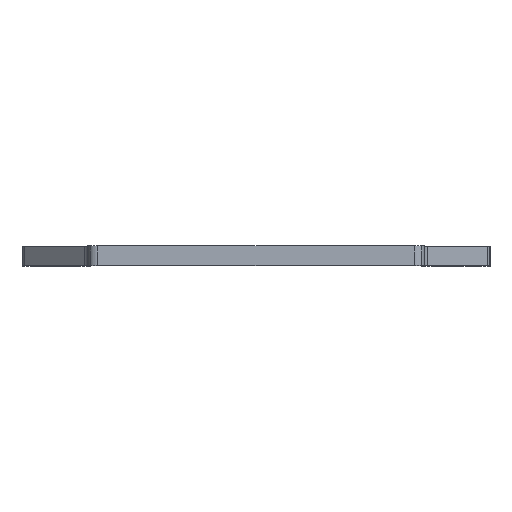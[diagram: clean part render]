
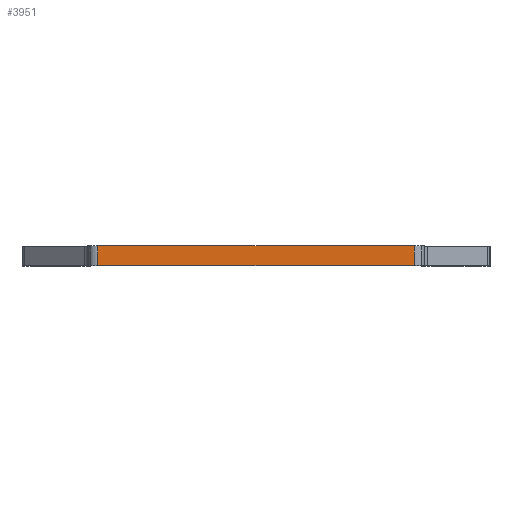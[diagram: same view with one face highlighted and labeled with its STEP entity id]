
A CAD part, top view. The second image highlights one B-rep face of the part: STEP entity #3951.
In plain terms, the highlighted planar face has unit normal (0, 0, 1).
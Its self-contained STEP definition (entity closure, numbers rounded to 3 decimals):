
#143=CARTESIAN_POINT('',(-16.25,0.0,45.0));
#144=VERTEX_POINT('',#143);
#152=CARTESIAN_POINT('',(-16.25,2.0,45.0));
#153=VERTEX_POINT('',#152);
#154=CARTESIAN_POINT('',(-16.25,0.0,45.0));
#155=DIRECTION('',(0.0,1.0,0.0));
#156=VECTOR('',#155,2.0);
#157=LINE('',#154,#156);
#158=EDGE_CURVE('',#144,#153,#157,.T.);
#2851=CARTESIAN_POINT('',(16.25,0.0,45.0));
#2852=VERTEX_POINT('',#2851);
#2860=CARTESIAN_POINT('',(-16.25,0.0,45.0));
#2861=DIRECTION('',(1.0,0.0,0.0));
#2862=VECTOR('',#2861,32.5);
#2863=LINE('',#2860,#2862);
#2864=EDGE_CURVE('',#144,#2852,#2863,.T.);
#3376=CARTESIAN_POINT('',(16.25,2.0,45.0));
#3377=VERTEX_POINT('',#3376);
#3385=CARTESIAN_POINT('',(16.25,2.0,45.0));
#3386=DIRECTION('',(0.0,-1.0,0.0));
#3387=VECTOR('',#3386,2.0);
#3388=LINE('',#3385,#3387);
#3389=EDGE_CURVE('',#3377,#2852,#3388,.T.);
#3935=CARTESIAN_POINT('',(17.25,0.0,45.0));
#3936=DIRECTION('',(0.0,0.0,1.0));
#3937=DIRECTION('',(1.0,0.0,0.0));
#3938=AXIS2_PLACEMENT_3D('',#3935,#3936,#3937);
#3939=PLANE('',#3938);
#3940=ORIENTED_EDGE('',*,*,#3389,.F.);
#3941=CARTESIAN_POINT('',(16.25,2.0,45.0));
#3942=DIRECTION('',(-1.0,0.0,0.0));
#3943=VECTOR('',#3942,32.5);
#3944=LINE('',#3941,#3943);
#3945=EDGE_CURVE('',#3377,#153,#3944,.T.);
#3946=ORIENTED_EDGE('',*,*,#3945,.T.);
#3947=ORIENTED_EDGE('',*,*,#158,.F.);
#3948=ORIENTED_EDGE('',*,*,#2864,.T.);
#3949=EDGE_LOOP('',(#3940,#3946,#3947,#3948));
#3950=FACE_OUTER_BOUND('',#3949,.T.);
#3951=ADVANCED_FACE('',(#3950),#3939,.T.);
